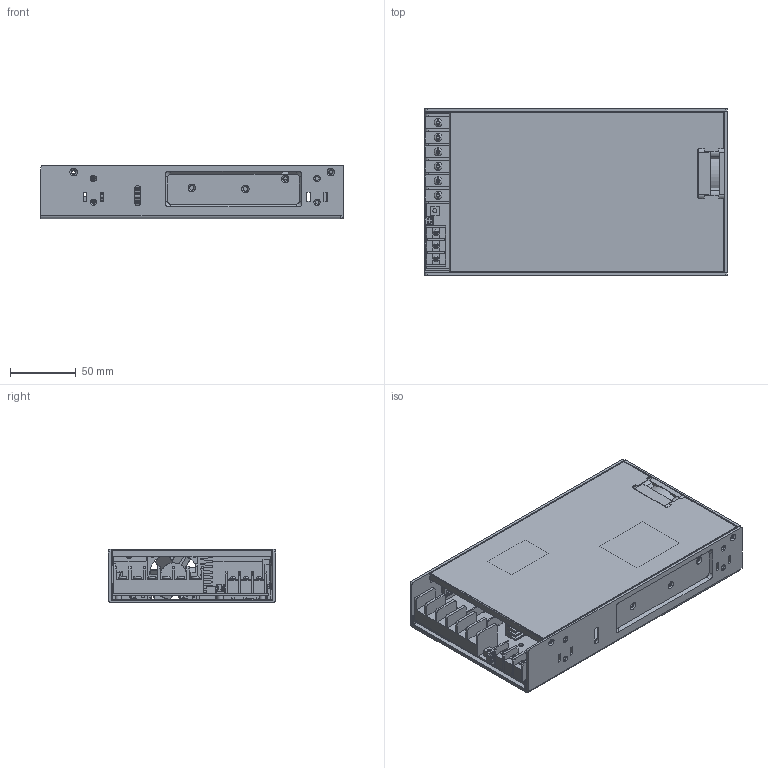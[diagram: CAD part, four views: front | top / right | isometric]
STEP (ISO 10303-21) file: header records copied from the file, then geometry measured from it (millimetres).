
FILE_DESCRIPTION(('Creo Elements/Direct Modeling STEP Export'),'2;1');
FILE_NAME('rsp-500.stp','2022-03-02T14:05:35',(''),(''),'PTC Creo Elements/Direct Modeling STEP processor for AP214 (Solid Model)','PTC Creo Elements/Direct Modeling 19.0 09-May-2014 (C) Parametric Technology GmbH','');
FILE_SCHEMA(('AUTOMOTIVE_DESIGN { 1 0 10303 214 1 1 1 1 }'));
Length unit declared in the file: millimetre
Products named in the file (27): a1; M3-7L.2; ÊU£\; p2; BASE; mhs; hs; MOS15.5x10.2.1; MOS15.5x10.1.1.1; MOS15.5x10.1.1.1.2; MOS; uu.3; mos; cu2; 26D77668-81B1-466B-87E3-FC1E3B3698CD; SW3dPS-fan-40x40x15.STEP; top-case; YS047W; PCB; tn.1.1.1; ffff.1.1; tn; cu1; mylar; p1; VR.1; RSP-500
Assembly tree (38 placements, depth 4):
  RSP-500
    VR.1
    p1
    mylar
    cu1
    tn
      ffff.1.1
      tn.1.1.1
    PCB
    YS047W
    top-case
    SW3dPS-fan-40x40x15.STEP
      26D77668-81B1-466B-87E3-FC1E3B3698CD
    cu2
    mos
      uu.3
      MOS
        MOS15.5x10.1.1.1  x7
        MOS15.5x10.1.1.1.2  x2
        MOS15.5x10.2.1  x2
    hs
    mhs
    BASE
      M3-7L.2  x5
      p2
      ÊU£\
      a1
Bounding box: 230 x 127 x 40.5 mm (x, y, z)
Volume: 235334.7 mm3; surface area: 325265.8 mm2
Topology: 31 solids, 31 shells, 1748 faces, 4396 edges, 2835 vertices
Faces by surface type: plane 1065, cylinder 547, torus 100, cone 36
Entity records: 46142 total; most frequent: CARTESIAN_POINT 9964, ORIENTED_EDGE 7616, DIRECTION 6764, EDGE_CURVE 3808, VECTOR 2444, LINE 2444, VERTEX_POINT 2443, AXIS2_PLACEMENT_3D 2160
